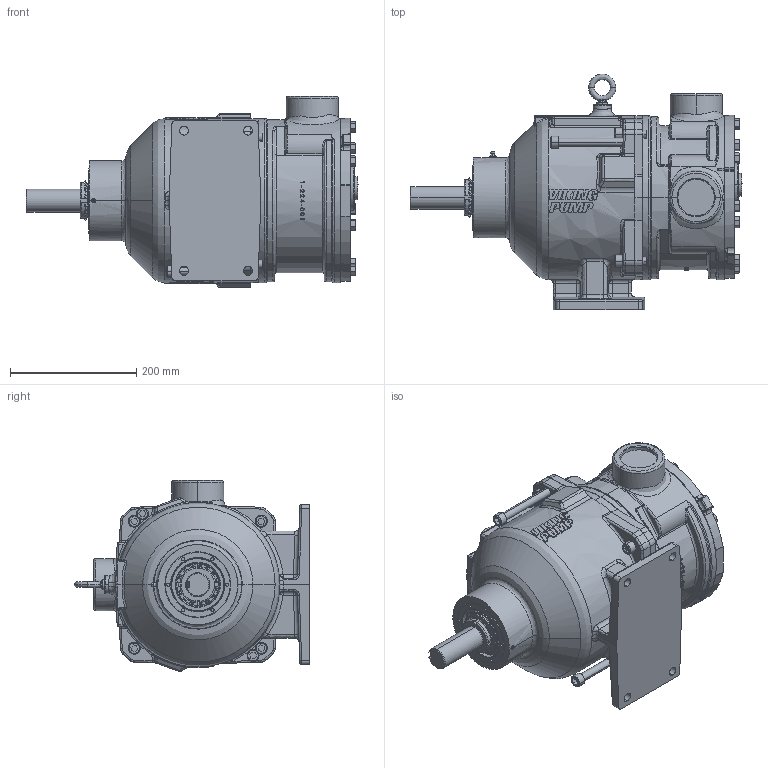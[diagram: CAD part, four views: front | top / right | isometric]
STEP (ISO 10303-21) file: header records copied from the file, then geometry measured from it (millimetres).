
FILE_DESCRIPTION (( 'STEP AP214' ), '1' );
FILE_NAME ('L8124A1.STEP', '2017-08-24T19:18:16', ( '' ), ( '' ), 'SwSTEP 2.0', 'SolidWorks 2016', '' );
FILE_SCHEMA (( 'AUTOMOTIVE_DESIGN' ));
Length unit declared in the file: inch
Products named in the file (2): L8124A1
Bounding box: 526.9 x 373.89 x 303.42 mm (x, y, z)
Volume: 19728802.5 mm3; surface area: 613854.5 mm2
Topology: 1 solids, 1 shells, 1587 faces, 3958 edges, 2417 vertices
Faces by surface type: bspline 630, plane 574, cylinder 224, cone 159
Entity records: 135336 total; most frequent: CARTESIAN_POINT 89404, ORIENTED_EDGE 7838, DIRECTION 5239, EDGE_CURVE 3919, VERTEX_POINT 2417, AXIS2_PLACEMENT_3D 1825, EDGE_LOOP 1690, VECTOR 1589
